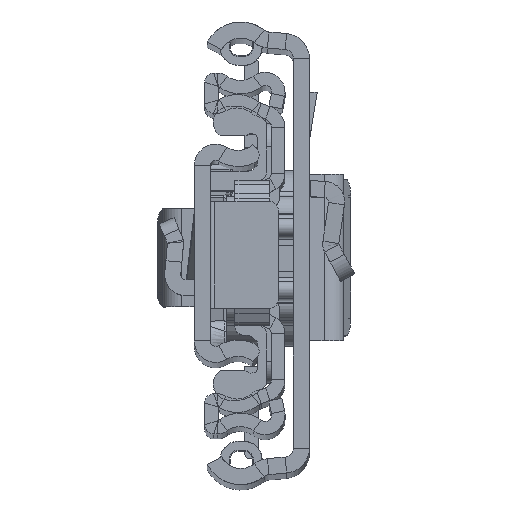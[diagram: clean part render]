
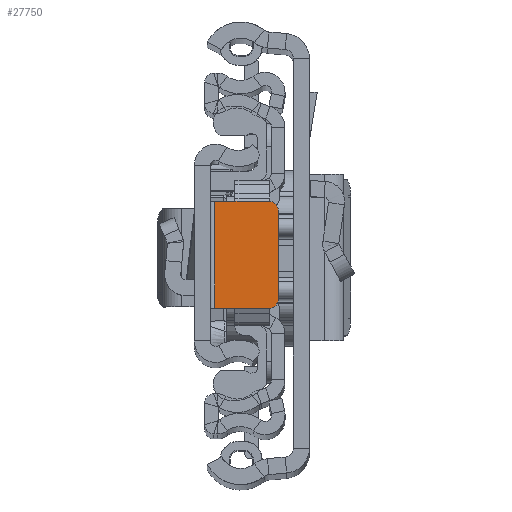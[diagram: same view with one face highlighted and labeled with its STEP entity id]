
A CAD part, top view. The second image highlights one B-rep face of the part: STEP entity #27750.
In plain terms, the highlighted planar face has unit normal (0, 0, 1).
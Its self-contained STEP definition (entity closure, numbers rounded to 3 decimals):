
#376 = ORIENTED_EDGE ( 'NONE', *, *, #877, .F. ) ;
#578 = DIRECTION ( 'NONE',  ( 1., 0., 0. ) ) ;
#689 = VECTOR ( 'NONE', #3861, 1000. ) ;
#729 = LINE ( 'NONE', #21793, #7426 ) ;
#877 = EDGE_CURVE ( 'NONE', #16523, #13650, #5787, .T. ) ;
#2151 = CIRCLE ( 'NONE', #17156, 1. ) ;
#2277 = DIRECTION ( 'NONE',  ( 0., 0., 1. ) ) ;
#2589 = CARTESIAN_POINT ( 'NONE',  ( -9.4, 5.151, -6.8 ) ) ;
#3167 = VERTEX_POINT ( 'NONE', #29587 ) ;
#3861 = DIRECTION ( 'NONE',  ( 0., 1., 0. ) ) ;
#4812 = EDGE_CURVE ( 'NONE', #3167, #13336, #2151, .T. ) ;
#5128 = EDGE_CURVE ( 'NONE', #29715, #13336, #27017, .T. ) ;
#5439 = DIRECTION ( 'NONE',  ( 1., 0., 0. ) ) ;
#5787 = LINE ( 'NONE', #10486, #14899 ) ;
#6952 = DIRECTION ( 'NONE',  ( 1., 0., 0. ) ) ;
#6989 = EDGE_CURVE ( 'NONE', #29715, #25225, #20953, .T. ) ;
#7101 = EDGE_CURVE ( 'NONE', #3167, #16523, #729, .T. ) ;
#7426 = VECTOR ( 'NONE', #5439, 1000. ) ;
#7594 = CARTESIAN_POINT ( 'NONE',  ( -2.3, -5.849, -6.8 ) ) ;
#7762 = ORIENTED_EDGE ( 'NONE', *, *, #7101, .F. ) ;
#8576 = CARTESIAN_POINT ( 'NONE',  ( -9.4, 6.151, -6.8 ) ) ;
#9044 = CARTESIAN_POINT ( 'NONE',  ( -9.4, -4.849, -6.8 ) ) ;
#9217 = DIRECTION ( 'NONE',  ( 0., 0., 1. ) ) ;
#9341 = EDGE_LOOP ( 'NONE', ( #23164, #18561, #19803, #376, #7762, #20646 ) ) ;
#10486 = CARTESIAN_POINT ( 'NONE',  ( -2.3, 6.151, -6.8 ) ) ;
#12028 = CARTESIAN_POINT ( 'NONE',  ( -8.4, -4.849, -6.8 ) ) ;
#13336 = VERTEX_POINT ( 'NONE', #2589 ) ;
#13650 = VERTEX_POINT ( 'NONE', #7594 ) ;
#13668 = DIRECTION ( 'NONE',  ( 0., 0., 1. ) ) ;
#14197 = AXIS2_PLACEMENT_3D ( 'NONE', #12028, #2277, #578 ) ;
#14364 = AXIS2_PLACEMENT_3D ( 'NONE', #22734, #13668, #16379 ) ;
#14899 = VECTOR ( 'NONE', #23977, 1000. ) ;
#15071 = VECTOR ( 'NONE', #26821, 1000. ) ;
#15278 = CARTESIAN_POINT ( 'NONE',  ( -2.3, 6.151, -6.8 ) ) ;
#15944 = PLANE ( 'NONE',  #14364 ) ;
#16379 = DIRECTION ( 'NONE',  ( 1., 0., 0. ) ) ;
#16523 = VERTEX_POINT ( 'NONE', #15278 ) ;
#17156 = AXIS2_PLACEMENT_3D ( 'NONE', #29946, #9217, #6952 ) ;
#18220 = FACE_OUTER_BOUND ( 'NONE', #9341, .T. ) ;
#18223 = EDGE_CURVE ( 'NONE', #13650, #25225, #26673, .T. ) ;
#18561 = ORIENTED_EDGE ( 'NONE', *, *, #6989, .T. ) ;
#19803 = ORIENTED_EDGE ( 'NONE', *, *, #18223, .F. ) ;
#20403 = CARTESIAN_POINT ( 'NONE',  ( -8.4, -5.849, -6.8 ) ) ;
#20646 = ORIENTED_EDGE ( 'NONE', *, *, #4812, .T. ) ;
#20953 = CIRCLE ( 'NONE', #14197, 1. ) ;
#21793 = CARTESIAN_POINT ( 'NONE',  ( -1.8, 6.151, -6.8 ) ) ;
#22734 = CARTESIAN_POINT ( 'NONE',  ( 0., 0., -6.8 ) ) ;
#23164 = ORIENTED_EDGE ( 'NONE', *, *, #5128, .F. ) ;
#23977 = DIRECTION ( 'NONE',  ( 0., -1., 0. ) ) ;
#25225 = VERTEX_POINT ( 'NONE', #20403 ) ;
#26673 = LINE ( 'NONE', #29418, #15071 ) ;
#26821 = DIRECTION ( 'NONE',  ( -1., 0., 0. ) ) ;
#27017 = LINE ( 'NONE', #8576, #689 ) ;
#27750 = ADVANCED_FACE ( 'NONE', ( #18220 ), #15944, .T. ) ;
#29418 = CARTESIAN_POINT ( 'NONE',  ( -9.4, -5.849, -6.8 ) ) ;
#29587 = CARTESIAN_POINT ( 'NONE',  ( -8.4, 6.151, -6.8 ) ) ;
#29715 = VERTEX_POINT ( 'NONE', #9044 ) ;
#29946 = CARTESIAN_POINT ( 'NONE',  ( -8.4, 5.151, -6.8 ) ) ;
